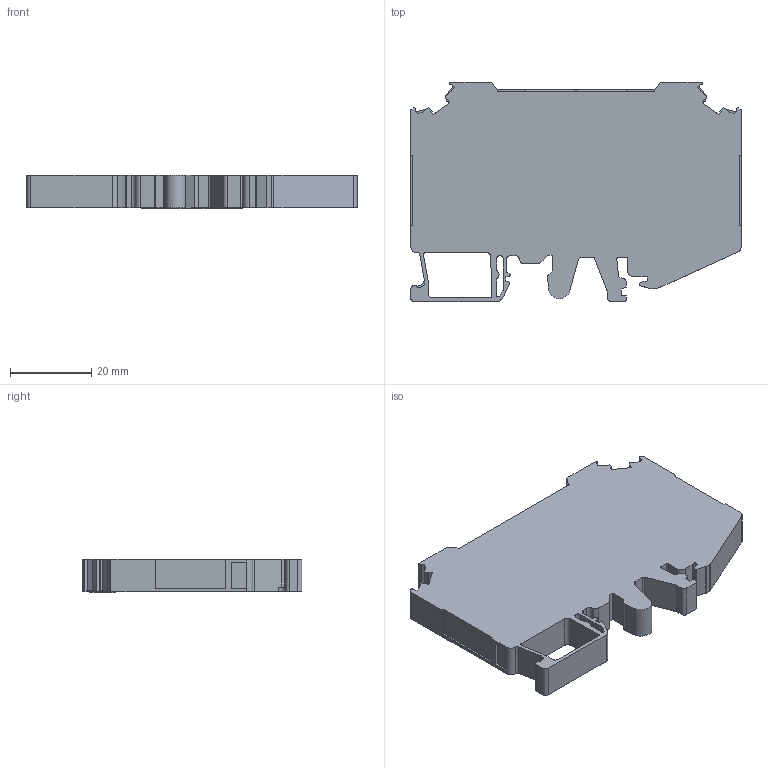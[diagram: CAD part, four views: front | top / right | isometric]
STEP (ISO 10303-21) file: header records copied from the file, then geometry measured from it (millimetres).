
FILE_DESCRIPTION (( 'STEP AP214' ), '1' );
FILE_NAME ('375919_WGO Y6_Grey.STP', '2013-11-14T06:52:57', ( 'arge' ), ( 'Microsoft' ), 'SwSTEP 2.0', 'SolidWorks 2013', '' );
FILE_SCHEMA (( 'AUTOMOTIVE_DESIGN' ));
Length unit declared in the file: millimetre
Products named in the file (1): 375919_WGO Y6_Grey
Bounding box: 81.2 x 54.02 x 8.15 mm (x, y, z)
Volume: 28129.8 mm3; surface area: 10493.7 mm2
Topology: 1 solids, 1 shells, 243 faces, 713 edges, 474 vertices
Faces by surface type: plane 165, cylinder 78
Entity records: 8254 total; most frequent: CARTESIAN_POINT 1431, ORIENTED_EDGE 1426, DIRECTION 1364, EDGE_CURVE 713, LINE 550, VECTOR 550, VERTEX_POINT 474, AXIS2_PLACEMENT_3D 407
